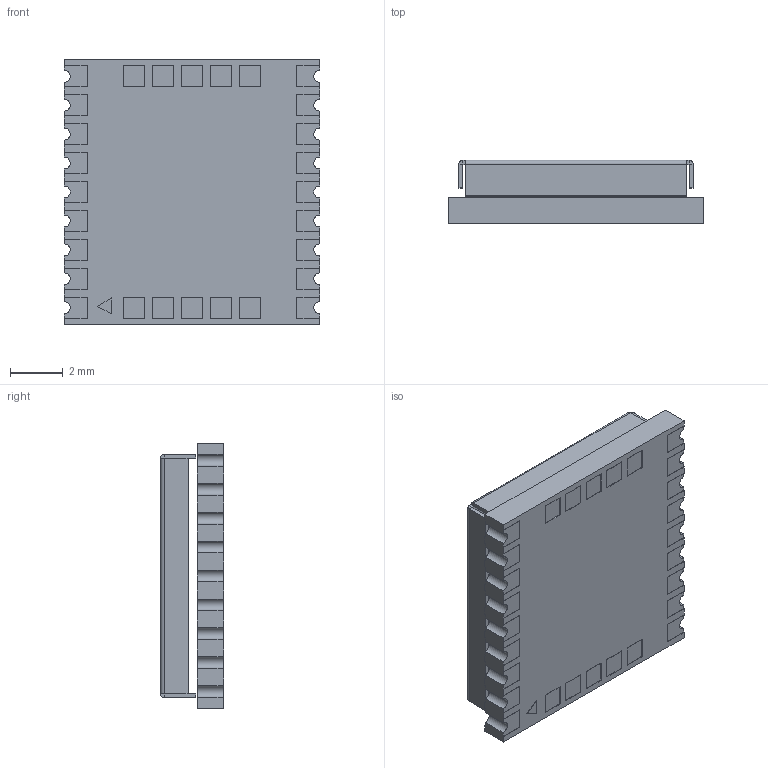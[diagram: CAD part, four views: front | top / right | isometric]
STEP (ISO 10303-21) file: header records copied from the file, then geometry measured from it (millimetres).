
FILE_DESCRIPTION (( 'STEP AP214' ), '1' );
FILE_NAME ('LC79HALMD.STEP', '2023-02-09T22:10:33', ( '' ), ( '' ), 'SwSTEP 2.0', 'SolidWorks 2021', '' );
FILE_SCHEMA (( 'AUTOMOTIVE_DESIGN' ));
Length unit declared in the file: millimetre
Products named in the file (1): LC79HALMD
Bounding box: 9.7 x 2.4 x 10.1 mm (x, y, z)
Volume: 113.4 mm3; surface area: 482.2 mm2
Topology: 2 solids, 2 shells, 1088 faces, 2962 edges, 1946 vertices
Faces by surface type: plane 928, bspline 100, cylinder 60
Entity records: 36102 total; most frequent: CARTESIAN_POINT 7889, ORIENTED_EDGE 5924, DIRECTION 4860, EDGE_CURVE 2962, LINE 2642, VECTOR 2642, VERTEX_POINT 1946, EDGE_LOOP 1158
